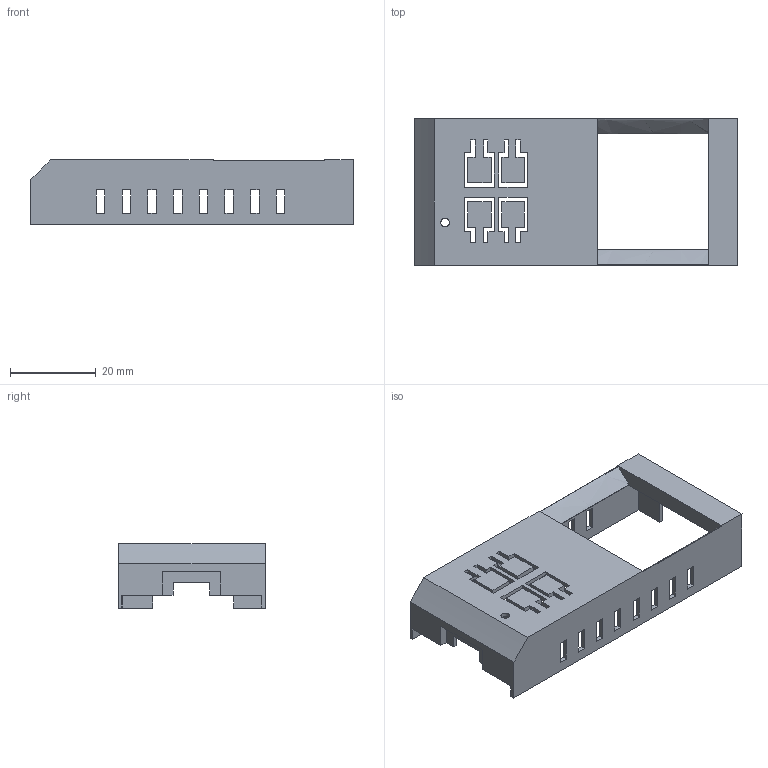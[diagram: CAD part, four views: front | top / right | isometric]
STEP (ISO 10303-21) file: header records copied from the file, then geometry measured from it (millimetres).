
FILE_DESCRIPTION(/* description */ ('STEP AP242','CAx-IF Rec.Pracs.---Representation and Presentation of Product Manufacturing Information (PMI)---4.0---2014-10-13','CAx-IF Rec.Pracs.---3D Tessellated Geometry---0.4---2014-09-14','2;1'),/* implementation_level */ '2;1');
FILE_NAME(/* name */ '65301a4cac72a5213bf33652',/* time_stamp */ '2023-10-18T17:47:57Z',/* author */ (''),/* organization */ (''),/* preprocessor_version */ 'ST-DEVELOPER v19.4',/* originating_system */ ' ',/* authorisation */ ' ');
FILE_SCHEMA (('AP242_MANAGED_MODEL_BASED_3D_ENGINEERING_MIM_LF { 1 0 10303 442 1 1 4 }'));
Length unit declared in the file: metre
Products named in the file (1): Signal_gen_box v14
Bounding box: 75.25 x 34.25 x 15 mm (x, y, z)
Volume: 6515.8 mm3; surface area: 10258.1 mm2
Topology: 1 solids, 1 shells, 204 faces, 621 edges, 413 vertices
Faces by surface type: plane 200, bspline 2, cylinder 2
Full cylindrical faces by diameter (mm): 2 x1
Entity records: 7014 total; most frequent: CARTESIAN_POINT 1366, ORIENTED_EDGE 1238, DIRECTION 1024, EDGE_CURVE 619, LINE 608, VECTOR 608, VERTEX_POINT 412, EDGE_LOOP 243
